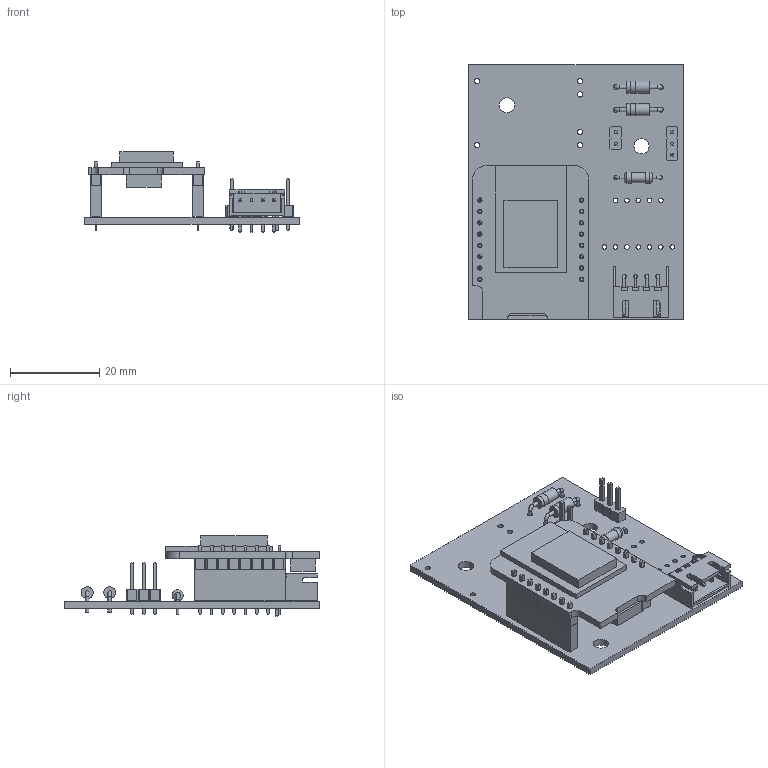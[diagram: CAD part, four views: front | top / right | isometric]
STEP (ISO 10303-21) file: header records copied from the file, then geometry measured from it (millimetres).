
FILE_DESCRIPTION(('KiCad electronic assembly'),'2;1');
FILE_NAME('SlimeVR_Tracker.step','2024-01-04T00:04:16',('Pcbnew'),( 'Kicad'),'Open CASCADE STEP processor 7.7','KiCad to STEP converter' ,'Unknown');
FILE_SCHEMA(('AUTOMOTIVE_DESIGN { 1 0 10303 214 1 1 1 1 }'));
Length unit declared in the file: millimetre
Products named in the file (18): SlimeVR_Tracker 1; D_DO-41_SOD81_P10.16mm_Horizontal; SOLID; WEMOS_D1_mini_light; PinHeader_1x08_P2.54mm_Vertical; PinSocket_1x08_P2.54mm_Vertical; PinHeader_1x03_P2.54mm_Vertical; JST_XH_S4B-XH-A_1x04_P2.50mm_Horizontal; R_Axial_DIN0207_L6.3mm_D2.5mm_P10.16mm_Horizontal; PinHeader_1x02_P2.54mm_Vertical; _autosave-SlimeVR_Tracker PCB
Assembly tree (20 placements, depth 3):
  SlimeVR_Tracker 1
    D_DO-41_SOD81_P10.16mm_Horizontal  x2
      SOLID
    WEMOS_D1_mini_light
      SOLID
    PinHeader_1x08_P2.54mm_Vertical  x2
      SOLID
    PinSocket_1x08_P2.54mm_Vertical  x2
      SOLID
    PinHeader_1x03_P2.54mm_Vertical
      SOLID
    JST_XH_S4B-XH-A_1x04_P2.50mm_Horizontal
      SOLID
    R_Axial_DIN0207_L6.3mm_D2.5mm_P10.16mm_Horizontal
      SOLID
    PinHeader_1x02_P2.54mm_Vertical
      SOLID
    _autosave-SlimeVR_Tracker PCB
Bounding box: 48.26 x 57.25 x 18 mm (x, y, z)
Volume: 8143 mm3; surface area: 11603.9 mm2
Topology: 12 solids, 12 shells, 1355 faces, 3384 edges, 2164 vertices
Faces by surface type: plane 1241, cylinder 106, torus 8
Full cylindrical faces by diameter (mm): 0.6 x4, 0.8 x10, 0.95 x4, 1 x49, 1.1 x4, 1.2 x6, 2.25 x1, 2.5 x2, 2.7 x4, 2.72 x2, 3.4 x3
Entity records: 61659 total; most frequent: CARTESIAN_POINT 9746, DIRECTION 8581, LINE 6281, VECTOR 6281, ORIENTED_EDGE 4454, PCURVE 4454, DEFINITIONAL_REPRESENTATION 4454, EDGE_CURVE 2227
